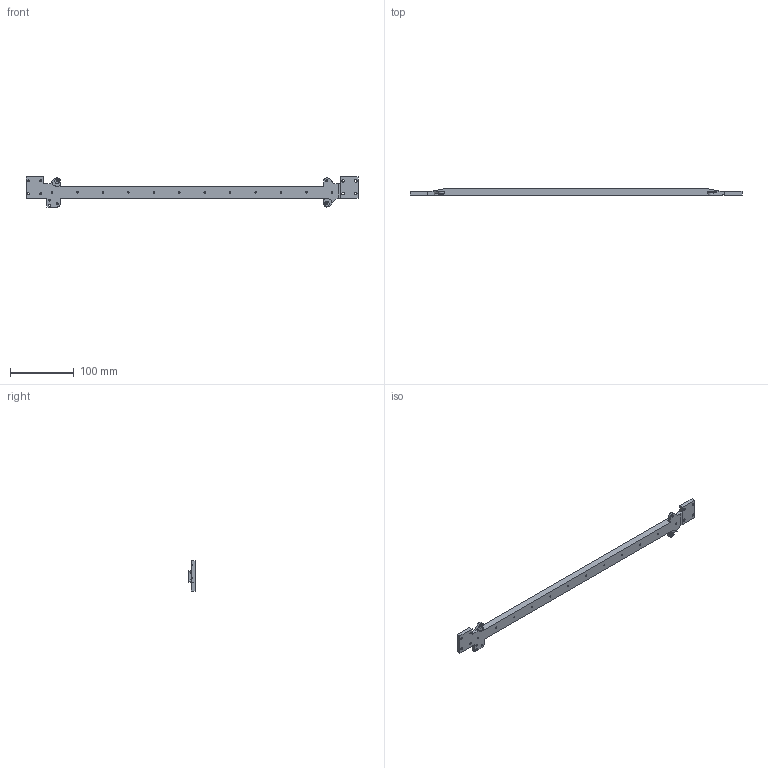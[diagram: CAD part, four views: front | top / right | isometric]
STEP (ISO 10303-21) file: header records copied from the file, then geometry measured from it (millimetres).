
FILE_DESCRIPTION(('FreeCAD Model'),'2;1');
FILE_NAME('PP-MP0305_x_bar.step','2019-10-09T12:51:51',('Author'),(''), 'Open CASCADE STEP processor 7.3','FreeCAD','Unknown');
FILE_SCHEMA(('AUTOMOTIVE_DESIGN { 1 0 10303 214 1 1 1 1 }'));
Length unit declared in the file: millimetre
Products named in the file (1): Fillet001
Bounding box: 522 x 10 x 47.2 mm (x, y, z)
Volume: 54420.2 mm3; surface area: 46751 mm2
Topology: 1 solids, 1 shells, 353 faces, 977 edges, 652 vertices
Faces by surface type: cylinder 184, plane 165, cone 4
Full cylindrical faces by diameter (mm): 2.4 x12, 3.2 x10, 4 x4, 7.5 x4
Entity records: 24688 total; most frequent: CARTESIAN_POINT 4979, DIRECTION 3802, LINE 2143, VECTOR 2143, ORIENTED_EDGE 1954, PCURVE 1954, DEFINITIONAL_REPRESENTATION 1954, EDGE_CURVE 977
